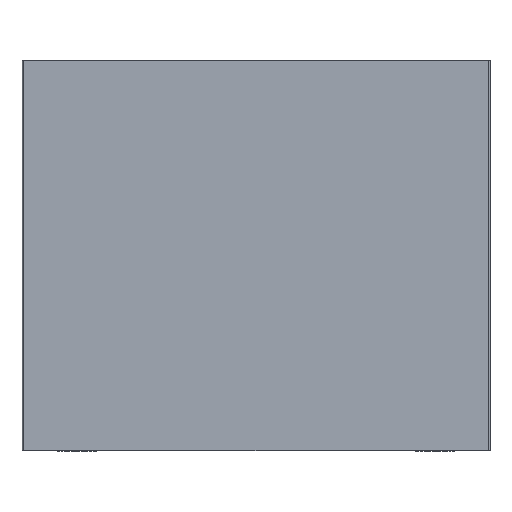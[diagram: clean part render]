
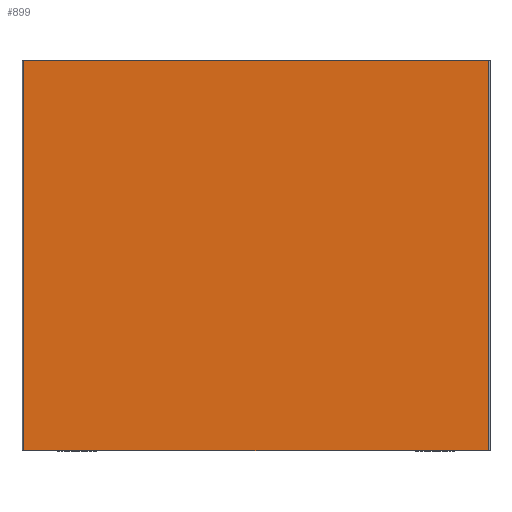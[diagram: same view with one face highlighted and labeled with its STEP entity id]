
A CAD part, front view. The second image highlights one B-rep face of the part: STEP entity #899.
In plain terms, the highlighted planar face has unit normal (0, -1, 0).
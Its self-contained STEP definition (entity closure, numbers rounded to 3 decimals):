
#68=FACE_OUTER_BOUND('',#117,.T.);
#117=EDGE_LOOP('',(#677,#678,#679,#680));
#160=LINE('',#1435,#241);
#187=LINE('',#1538,#268);
#188=LINE('',#1541,#269);
#189=LINE('',#1542,#270);
#241=VECTOR('',#1133,10.);
#268=VECTOR('',#1228,10.);
#269=VECTOR('',#1231,10.);
#270=VECTOR('',#1232,10.);
#382=VERTEX_POINT('',#1432);
#383=VERTEX_POINT('',#1434);
#425=VERTEX_POINT('',#1536);
#426=VERTEX_POINT('',#1540);
#472=EDGE_CURVE('',#382,#383,#160,.T.);
#524=EDGE_CURVE('',#382,#425,#187,.T.);
#525=EDGE_CURVE('',#426,#425,#188,.T.);
#526=EDGE_CURVE('',#383,#426,#189,.T.);
#677=ORIENTED_EDGE('',*,*,#524,.T.);
#678=ORIENTED_EDGE('',*,*,#525,.F.);
#679=ORIENTED_EDGE('',*,*,#526,.F.);
#680=ORIENTED_EDGE('',*,*,#472,.F.);
#872=PLANE('',#1045);
#899=ADVANCED_FACE('',(#68),#872,.T.);
#1045=AXIS2_PLACEMENT_3D('',#1539,#1229,#1230);
#1133=DIRECTION('',(-1.,0.,0.));
#1228=DIRECTION('',(0.,0.,1.));
#1229=DIRECTION('center_axis',(0.,-1.,0.));
#1230=DIRECTION('ref_axis',(1.,0.,0.));
#1231=DIRECTION('',(1.,0.,0.));
#1232=DIRECTION('',(0.,0.,1.));
#1432=CARTESIAN_POINT('',(59.5,-24.,-50.));
#1434=CARTESIAN_POINT('',(-59.5,-24.,-50.));
#1435=CARTESIAN_POINT('',(-59.5,-24.,-50.));
#1536=CARTESIAN_POINT('',(59.5,-24.,50.));
#1538=CARTESIAN_POINT('',(59.5,-24.,0.));
#1539=CARTESIAN_POINT('Origin',(-59.5,-24.,0.));
#1540=CARTESIAN_POINT('',(-59.5,-24.,50.));
#1541=CARTESIAN_POINT('',(-59.5,-24.,50.));
#1542=CARTESIAN_POINT('',(-59.5,-24.,0.));
